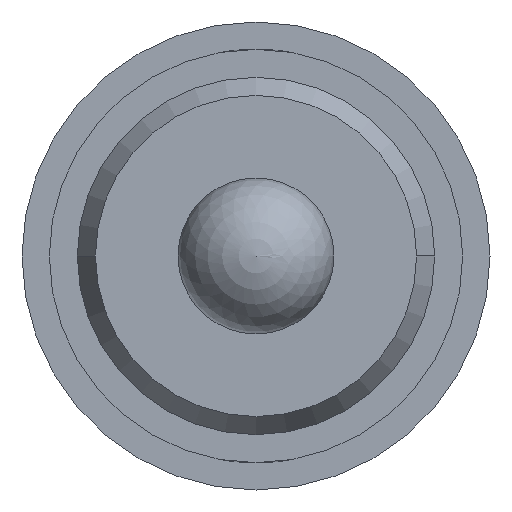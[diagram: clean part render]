
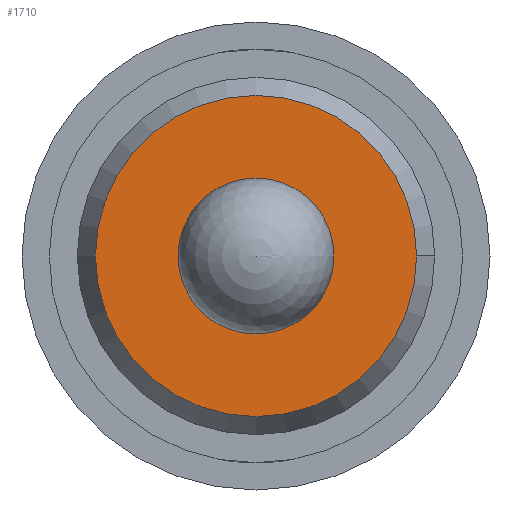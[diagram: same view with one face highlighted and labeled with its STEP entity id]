
A CAD part, front view. The second image highlights one B-rep face of the part: STEP entity #1710.
In plain terms, the highlighted planar face has unit normal (0, -1, 0).
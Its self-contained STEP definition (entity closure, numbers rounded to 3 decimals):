
#9 = FACE_BOUND ( 'NONE', #2463, .T. ) ;
#175 = CARTESIAN_POINT ( 'NONE',  ( 0., -28.6, -0.5 ) ) ;
#378 = VERTEX_POINT ( 'NONE', #836 ) ;
#554 = EDGE_CURVE ( 'Defeature ausgef�hrt1_17+Defeature ausgef�hrt1_16+Defeature ausgef�hrt1_16+Defeature ausgef�hrt1_16', #2870, #378, #1510, .T. ) ;
#570 = VERTEX_POINT ( 'NONE', #175 ) ;
#640 = AXIS2_PLACEMENT_3D ( 'NONE', #2154, #3620, #1469 ) ;
#679 = PLANE ( 'NONE',  #4630 ) ;
#765 = VERTEX_POINT ( 'NONE', #3524 ) ;
#836 = CARTESIAN_POINT ( 'NONE',  ( -1.03, -28.6, 0. ) ) ;
#857 = DIRECTION ( 'NONE',  ( 0., -1., 0. ) ) ;
#1054 = DIRECTION ( 'NONE',  ( 1., 0., 0. ) ) ;
#1072 = AXIS2_PLACEMENT_3D ( 'NONE', #4461, #857, #1592 ) ;
#1123 = ORIENTED_EDGE ( 'NONE', *, *, #554, .T. ) ;
#1139 = EDGE_CURVE ( 'Defeature ausgef�hrt1_17+Defeature ausgef�hrt1_16+Defeature ausgef�hrt1_16+Defeature ausgef�hrt1_16', #378, #2870, #3540, .T. ) ;
#1173 = ORIENTED_EDGE ( 'NONE', *, *, #2718, .T. ) ;
#1321 = FACE_OUTER_BOUND ( 'NONE', #1908, .T. ) ;
#1447 = CARTESIAN_POINT ( 'NONE',  ( -1.145, -28.6, 0. ) ) ;
#1469 = DIRECTION ( 'NONE',  ( 0., 0., -1. ) ) ;
#1510 = CIRCLE ( 'NONE', #3347, 1.03 ) ;
#1592 = DIRECTION ( 'NONE',  ( 1., 0., 0. ) ) ;
#1693 = EDGE_CURVE ( 'Defeature ausgef�hrt1_17+Defeature ausgef�hrt1_14+Defeature ausgef�hrt1_14+Defeature ausgef�hrt1_14', #570, #765, #2519, .T. ) ;
#1710 = ADVANCED_FACE ( 'Defeature ausgef�hrt1_17', ( #9, #1321 ), #679, .T. ) ;
#1731 = ORIENTED_EDGE ( 'NONE', *, *, #1693, .T. ) ;
#1836 = DIRECTION ( 'NONE',  ( 0., -1., 0. ) ) ;
#1908 = EDGE_LOOP ( 'NONE', ( #2944, #1123 ) ) ;
#1993 = DIRECTION ( 'NONE',  ( 0., 1., 0. ) ) ;
#2005 = CARTESIAN_POINT ( 'NONE',  ( 0., -28.6, 0. ) ) ;
#2154 = CARTESIAN_POINT ( 'NONE',  ( 0., -28.6, 0. ) ) ;
#2412 = CARTESIAN_POINT ( 'NONE',  ( 0., -28.6, 0. ) ) ;
#2463 = EDGE_LOOP ( 'NONE', ( #1173, #1731 ) ) ;
#2519 = CIRCLE ( 'NONE', #640, 0.5 ) ;
#2715 = DIRECTION ( 'NONE',  ( 0., -1., 0. ) ) ;
#2718 = EDGE_CURVE ( 'Defeature ausgef�hrt1_17+Defeature ausgef�hrt1_14+Defeature ausgef�hrt1_14+Defeature ausgef�hrt1_14', #765, #570, #4534, .T. ) ;
#2870 = VERTEX_POINT ( 'NONE', #4698 ) ;
#2944 = ORIENTED_EDGE ( 'NONE', *, *, #1139, .T. ) ;
#3347 = AXIS2_PLACEMENT_3D ( 'NONE', #2005, #2715, #4158 ) ;
#3524 = CARTESIAN_POINT ( 'NONE',  ( 0., -28.6, 0.5 ) ) ;
#3540 = CIRCLE ( 'NONE', #1072, 1.03 ) ;
#3620 = DIRECTION ( 'NONE',  ( 0., 1., 0. ) ) ;
#4158 = DIRECTION ( 'NONE',  ( 1., 0., 0. ) ) ;
#4178 = AXIS2_PLACEMENT_3D ( 'NONE', #2412, #1993, #4193 ) ;
#4193 = DIRECTION ( 'NONE',  ( 0., 0., -1. ) ) ;
#4461 = CARTESIAN_POINT ( 'NONE',  ( 0., -28.6, 0. ) ) ;
#4534 = CIRCLE ( 'NONE', #4178, 0.5 ) ;
#4630 = AXIS2_PLACEMENT_3D ( 'NONE', #1447, #1836, #1054 ) ;
#4698 = CARTESIAN_POINT ( 'NONE',  ( 1.03, -28.6, 0. ) ) ;
